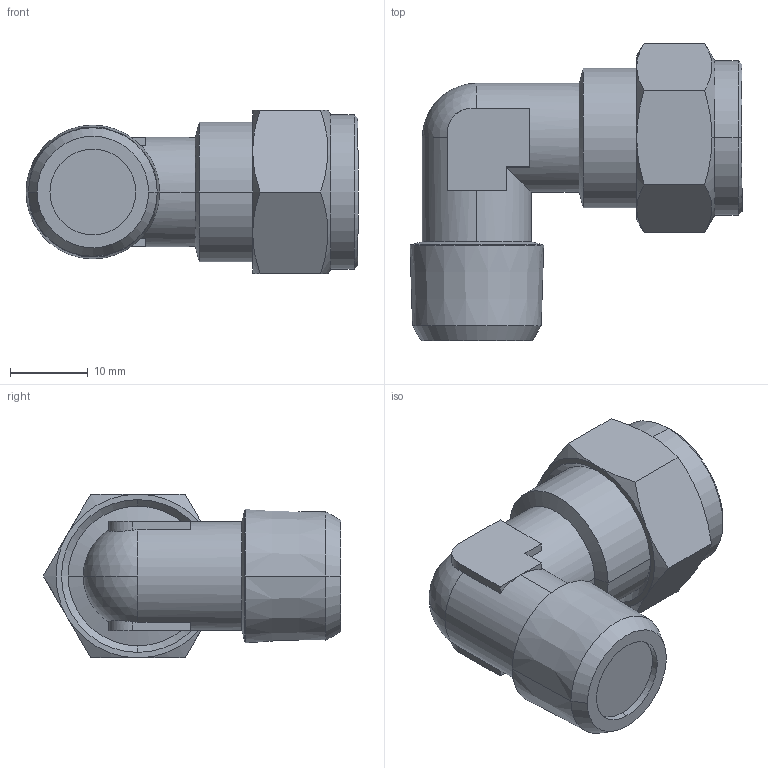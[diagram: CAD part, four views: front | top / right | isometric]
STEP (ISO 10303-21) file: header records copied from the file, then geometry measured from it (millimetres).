
FILE_DESCRIPTION (( 'STEP AP214' ), '1' );
FILE_NAME ('1028000011.step', '2013-02-25T17:14:03', ( '' ), ( '' ), 'SwSTEP 2.0', 'SolidWorks 2012', '' );
FILE_SCHEMA (( 'AUTOMOTIVE_DESIGN' ));
Length unit declared in the file: millimetre
Products named in the file (1): 1028000011
Bounding box: 42.57 x 38.12 x 21 mm (x, y, z)
Volume: 13181.2 mm3; surface area: 4095.7 mm2
Topology: 1 solids, 1 shells, 71 faces, 165 edges, 99 vertices
Faces by surface type: plane 29, cone 24, cylinder 14, sphere 2, torus 2
Entity records: 2166 total; most frequent: CARTESIAN_POINT 516, DIRECTION 352, ORIENTED_EDGE 330, EDGE_CURVE 165, AXIS2_PLACEMENT_3D 139, VERTEX_POINT 99, EDGE_LOOP 74, LINE 74
